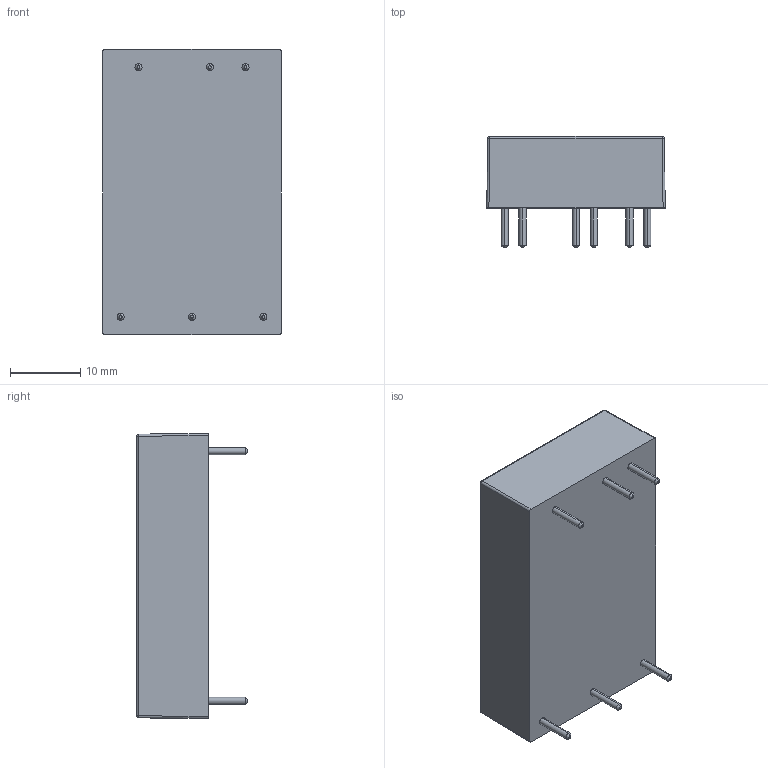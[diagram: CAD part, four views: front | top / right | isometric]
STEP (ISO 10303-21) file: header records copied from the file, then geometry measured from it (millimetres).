
FILE_DESCRIPTION (( 'STEP AP214' ), '1' );
FILE_NAME ('THM 15WI.STEP', '2018-10-16T09:41:23', ( 'user' ), ( '' ), 'SwSTEP 2.0', 'SolidWorks 2016', '' );
FILE_SCHEMA (( 'AUTOMOTIVE_DESIGN' ));
Length unit declared in the file: millimetre
Products named in the file (1): THM 15WI
Bounding box: 25.4 x 15.8 x 40.6 mm (x, y, z)
Volume: 10481.3 mm3; surface area: 3473.2 mm2
Topology: 1 solids, 1 shells, 48 faces, 100 edges, 56 vertices
Faces by surface type: cylinder 20, cone 12, plane 12, sphere 4
Entity records: 1798 total; most frequent: DIRECTION 238, CARTESIAN_POINT 213, ORIENTED_EDGE 192, AXIS2_PLACEMENT_3D 97, EDGE_CURVE 96, VERTEX_POINT 56, EDGE_LOOP 54, UNCERTAINTY_MEASURE_WITH_UNIT 51
